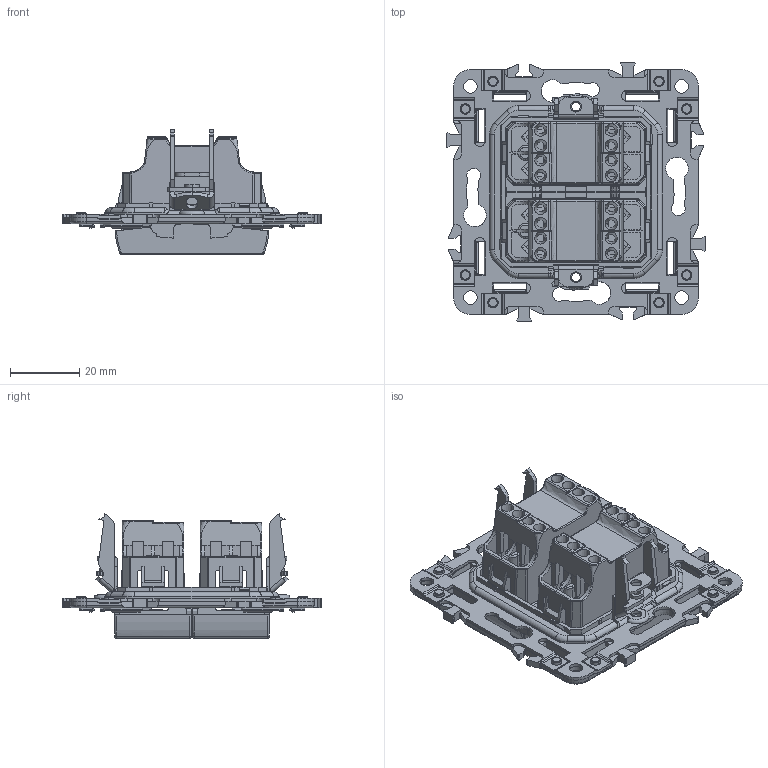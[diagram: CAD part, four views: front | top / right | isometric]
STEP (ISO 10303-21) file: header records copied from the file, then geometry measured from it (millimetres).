
FILE_DESCRIPTION (( 'STEP AP203' ), '1' );
FILE_NAME ('SKANDY Âûêëþ÷. 2-êë. ñ èíä.STEP', '2025-02-16T22:25:01', ( '' ), ( '' ), 'SwSTEP 2.0', 'SolidWorks 2022', '' );
FILE_SCHEMA (( 'CONFIG_CONTROL_DESIGN' ));
Products named in the file (1): SKANDY Выключ. 2-кл. с инд
Bounding box: 74.7 x 74.7 x 36.24 mm (x, y, z)
Volume: 23451.5 mm3; surface area: 44220.7 mm2
Topology: 17 solids, 17 shells, 3300 faces, 9358 edges, 6049 vertices
Faces by surface type: plane 1953, cylinder 909, bspline 258, cone 88, torus 72, sphere 20
Entity records: 115223 total; most frequent: CARTESIAN_POINT 31828, ORIENTED_EDGE 18688, DIRECTION 15894, EDGE_CURVE 9344, VECTOR 6348, LINE 6348, VERTEX_POINT 6047, AXIS2_PLACEMENT_3D 4773
